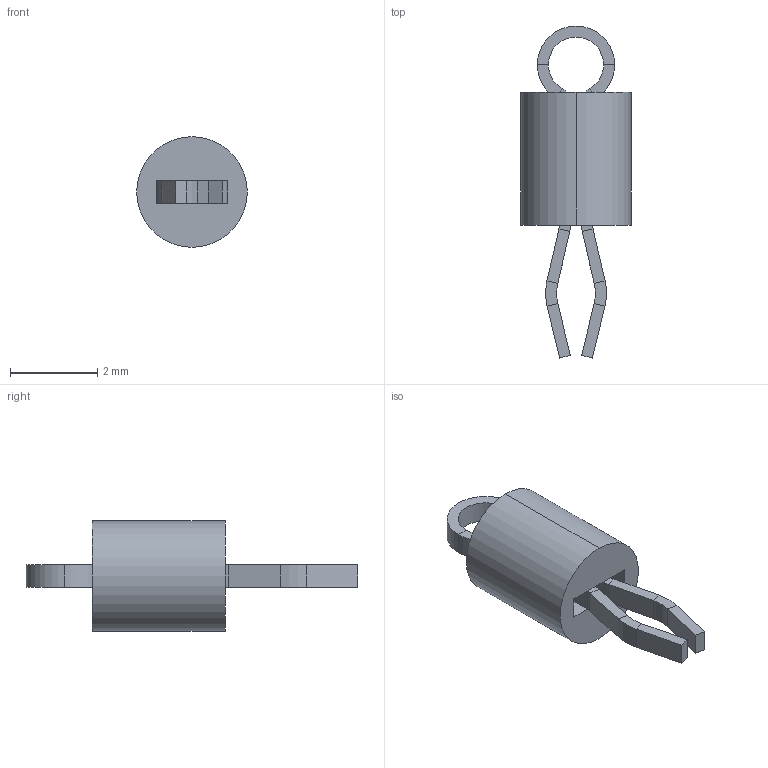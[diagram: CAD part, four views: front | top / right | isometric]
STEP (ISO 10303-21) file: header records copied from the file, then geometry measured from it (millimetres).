
FILE_DESCRIPTION(/* description */ ('Unknown'),/* implementation_level */ '2;1');
FILE_NAME(/* name */ '5000',/* time_stamp */ '2025-09-17T09:45:31-07:00',/* author */ ('Unknown'),/* organization */ ('Unknown'),/* preprocessor_version */ 'ST-DEVELOPER v20',/* originating_system */ 'Solid Edge',/* authorisation */ 'Unknown');
FILE_SCHEMA (('AUTOMOTIVE_DESIGN {1 0 10303 214 3 1 1}'));
Length unit declared in the file: millimetre
Products named in the file (1): 5002
Bounding box: 2.54 x 7.62 x 2.54 mm (x, y, z)
Volume: 15 mm3; surface area: 64.7 mm2
Topology: 1 solids, 1 shells, 72 faces, 168 edges, 92 vertices
Faces by surface type: plane 50, cylinder 22
Entity records: 2529 total; most frequent: DIRECTION 366, ORIENTED_EDGE 336, CARTESIAN_POINT 333, EDGE_CURVE 168, AXIS2_PLACEMENT_3D 125, LINE 116, VECTOR 116, VERTEX_POINT 92
